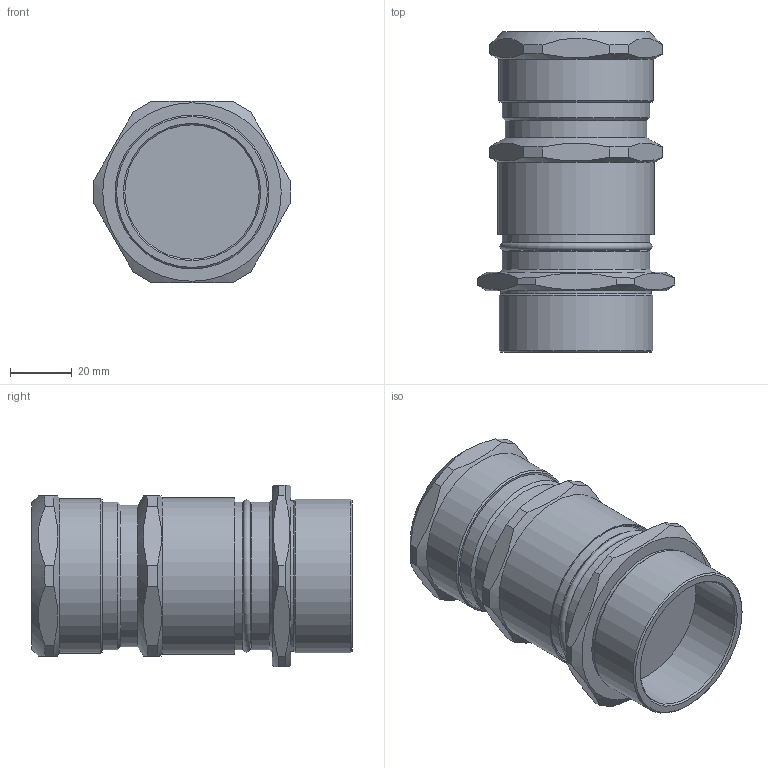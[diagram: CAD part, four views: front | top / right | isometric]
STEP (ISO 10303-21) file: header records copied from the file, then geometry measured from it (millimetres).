
FILE_DESCRIPTION(/* description */ ('ВКБ3-НС-M50-33-38'),/* implementation_level */ '2;1');
FILE_NAME(/* name */ '',/* time_stamp */ '2025-07-07T13:37:43+07:00',/* author */ ('zeta-86'),/* organization */ (''),/* preprocessor_version */ 'ST-DEVELOPER v19.2',/* originating_system */ 'Autodesk Inventor 2024',/* authorisation */ '');
FILE_SCHEMA (('AUTOMOTIVE_DESIGN { 1 0 10303 214 3 1 1 }'));
Length unit declared in the file: millimetre
Products named in the file (1): zeta34609
Bounding box: 64.13 x 104.22 x 59 mm (x, y, z)
Volume: 182181.4 mm3; surface area: 26911.3 mm2
Topology: 1 solids, 1 shells, 72 faces, 179 edges, 116 vertices
Faces by surface type: plane 45, cone 15, cylinder 10, torus 2
Full cylindrical faces by diameter (mm): 38.5 x1, 43.6 x1, 46 x1, 48 x3, 49 x1, 50 x1, 50.4 x1, 50.9 x1
Entity records: 2088 total; most frequent: CARTESIAN_POINT 524, ORIENTED_EDGE 358, DIRECTION 287, EDGE_CURVE 179, VERTEX_POINT 116, AXIS2_PLACEMENT_3D 113, EDGE_LOOP 79, FACE_OUTER_BOUND 72
